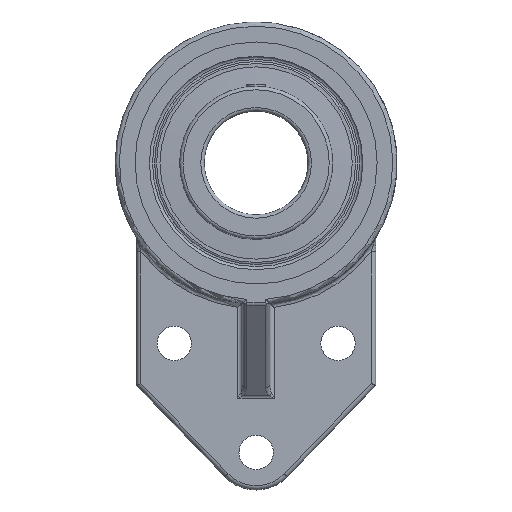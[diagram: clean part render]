
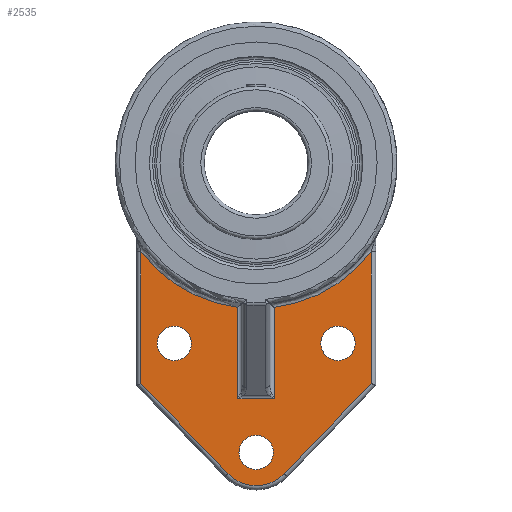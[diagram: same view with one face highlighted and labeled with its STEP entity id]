
A CAD part, top view. The second image highlights one B-rep face of the part: STEP entity #2535.
In plain terms, the highlighted planar face has unit normal (0, 0, 1).
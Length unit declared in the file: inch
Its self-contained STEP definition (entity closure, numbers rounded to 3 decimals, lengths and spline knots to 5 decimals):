
#1025=CARTESIAN_POINT('',(-0.20748,-2.69496,0.3937));
#1026=VERTEX_POINT('',#1025);
#1499=CARTESIAN_POINT('',(0.20748,-2.69496,0.3937));
#1500=VERTEX_POINT('',#1499);
#1684=CARTESIAN_POINT('',(-0.12943,-2.69496,0.3937));
#1685=DIRECTION('',(1.,0.,-0.));
#1686=VECTOR('',#1685,0.16337);
#1687=LINE('',#1684,#1686);
#1688=EDGE_CURVE('',#1026,#1500,#1687,.T.);
#1701=CARTESIAN_POINT('',(0.20748,-1.65119,0.3937));
#1702=VERTEX_POINT('',#1701);
#1703=CARTESIAN_POINT('',(0.20748,-1.94088,0.3937));
#1704=DIRECTION('',(0.,1.,0.));
#1705=VECTOR('',#1704,0.41093);
#1706=LINE('',#1703,#1705);
#1707=EDGE_CURVE('',#1500,#1702,#1706,.T.);
#1738=CARTESIAN_POINT('',(-0.20748,-1.65119,0.3937));
#1739=VERTEX_POINT('',#1738);
#1757=CARTESIAN_POINT('',(-0.20748,-1.52995,0.3937));
#1758=DIRECTION('',(-0.,-1.,0.));
#1759=VECTOR('',#1758,0.41093);
#1760=LINE('',#1757,#1759);
#1761=EDGE_CURVE('',#1739,#1026,#1760,.T.);
#1774=CARTESIAN_POINT('',(1.31811,-1.0159,0.3937));
#1775=VERTEX_POINT('',#1774);
#1783=CARTESIAN_POINT('',(1.31811,-2.52301,0.3937));
#1784=VERTEX_POINT('',#1783);
#1785=CARTESIAN_POINT('',(1.31811,-1.22305,0.3937));
#1786=DIRECTION('',(0.,-1.,0.));
#1787=VECTOR('',#1786,0.59335);
#1788=LINE('',#1785,#1787);
#1789=EDGE_CURVE('',#1775,#1784,#1788,.T.);
#2067=CARTESIAN_POINT('',(-0.3237,-3.55275,0.3937));
#2068=VERTEX_POINT('',#2067);
#2076=CARTESIAN_POINT('',(-1.31811,-2.52301,0.3937));
#2077=VERTEX_POINT('',#2076);
#2078=CARTESIAN_POINT('',(-0.8136,-3.04545,0.3937));
#2079=DIRECTION('',(-0.695,0.719,0.));
#2080=VECTOR('',#2079,0.56358);
#2081=LINE('',#2078,#2080);
#2082=EDGE_CURVE('',#2068,#2077,#2081,.T.);
#2107=CARTESIAN_POINT('',(-1.31811,-1.0159,0.3937));
#2108=VERTEX_POINT('',#2107);
#2125=CARTESIAN_POINT('',(-1.31811,-1.8164,0.3937));
#2126=DIRECTION('',(0.,1.,0.));
#2127=VECTOR('',#2126,0.59335);
#2128=LINE('',#2125,#2127);
#2129=EDGE_CURVE('',#2077,#2108,#2128,.T.);
#2374=CARTESIAN_POINT('',(0.3237,-3.55275,0.3937));
#2375=VERTEX_POINT('',#2374);
#2383=CARTESIAN_POINT('',(0.,-3.24016,0.3937));
#2384=DIRECTION('',(0.,0.,-1.));
#2385=DIRECTION('',(0.,-1.,0.));
#2386=AXIS2_PLACEMENT_3D('',#2383,#2384,#2385);
#2387=CIRCLE('',#2386,0.45);
#2388=EDGE_CURVE('',#2375,#2068,#2387,.T.);
#2406=CARTESIAN_POINT('',(1.2051,-2.64004,0.3937));
#2407=DIRECTION('',(-0.695,-0.719,0.));
#2408=VECTOR('',#2407,0.56358);
#2409=LINE('',#2406,#2408);
#2410=EDGE_CURVE('',#1784,#2375,#2409,.T.);
#2461=CARTESIAN_POINT('',(0.,0.,0.3937));
#2462=DIRECTION('',(0.,0.,1.));
#2463=DIRECTION('',(0.527,-0.85,0.));
#2464=AXIS2_PLACEMENT_3D('',#2461,#2462,#2463);
#2465=CIRCLE('',#2464,1.66417);
#2466=EDGE_CURVE('',#1702,#1775,#2465,.T.);
#2479=CARTESIAN_POINT('',(-0.,-1.01518,0.3937));
#2480=DIRECTION('',(0.,0.,1.));
#2481=DIRECTION('',(1.,0.,0.));
#2482=AXIS2_PLACEMENT_3D('',#2479,#2480,#2481);
#2483=PLANE('',#2482);
#2484=CARTESIAN_POINT('',(0.74016,-2.06299,0.3937));
#2485=VERTEX_POINT('',#2484);
#2486=CARTESIAN_POINT('',(0.93701,-2.06299,0.3937));
#2487=DIRECTION('',(0.,0.,-1.));
#2488=DIRECTION('',(1.,0.,0.));
#2489=AXIS2_PLACEMENT_3D('',#2486,#2487,#2488);
#2490=CIRCLE('',#2489,0.19685);
#2491=EDGE_CURVE('',#2485,#2485,#2490,.T.);
#2492=ORIENTED_EDGE('',*,*,#2491,.T.);
#2493=EDGE_LOOP('',(#2492));
#2494=FACE_BOUND('',#2493,.T.);
#2495=CARTESIAN_POINT('',(-0.19685,-3.31102,0.3937));
#2496=VERTEX_POINT('',#2495);
#2497=CARTESIAN_POINT('',(0.,-3.31102,0.3937));
#2498=DIRECTION('',(0.,0.,-1.));
#2499=DIRECTION('',(1.,0.,0.));
#2500=AXIS2_PLACEMENT_3D('',#2497,#2498,#2499);
#2501=CIRCLE('',#2500,0.19685);
#2502=EDGE_CURVE('',#2496,#2496,#2501,.T.);
#2503=ORIENTED_EDGE('',*,*,#2502,.T.);
#2504=EDGE_LOOP('',(#2503));
#2505=FACE_BOUND('',#2504,.T.);
#2506=CARTESIAN_POINT('',(-1.13386,-2.06299,0.3937));
#2507=VERTEX_POINT('',#2506);
#2508=CARTESIAN_POINT('',(-0.93701,-2.06299,0.3937));
#2509=DIRECTION('',(0.,0.,-1.));
#2510=DIRECTION('',(1.,0.,0.));
#2511=AXIS2_PLACEMENT_3D('',#2508,#2509,#2510);
#2512=CIRCLE('',#2511,0.19685);
#2513=EDGE_CURVE('',#2507,#2507,#2512,.T.);
#2514=ORIENTED_EDGE('',*,*,#2513,.T.);
#2515=EDGE_LOOP('',(#2514));
#2516=FACE_BOUND('',#2515,.T.);
#2517=ORIENTED_EDGE('',*,*,#1707,.F.);
#2518=ORIENTED_EDGE('',*,*,#1688,.F.);
#2519=ORIENTED_EDGE('',*,*,#1761,.F.);
#2520=CARTESIAN_POINT('',(0.,0.,0.3937));
#2521=DIRECTION('',(0.,0.,1.));
#2522=DIRECTION('',(-0.527,-0.85,0.));
#2523=AXIS2_PLACEMENT_3D('',#2520,#2521,#2522);
#2524=CIRCLE('',#2523,1.66417);
#2525=EDGE_CURVE('',#2108,#1739,#2524,.T.);
#2526=ORIENTED_EDGE('',*,*,#2525,.F.);
#2527=ORIENTED_EDGE('',*,*,#2129,.F.);
#2528=ORIENTED_EDGE('',*,*,#2082,.F.);
#2529=ORIENTED_EDGE('',*,*,#2388,.F.);
#2530=ORIENTED_EDGE('',*,*,#2410,.F.);
#2531=ORIENTED_EDGE('',*,*,#1789,.F.);
#2532=ORIENTED_EDGE('',*,*,#2466,.F.);
#2533=EDGE_LOOP('',(#2517,#2518,#2519,#2526,#2527,#2528,#2529,#2530,#2531,#2532));
#2534=FACE_BOUND('',#2533,.T.);
#2535=ADVANCED_FACE('',(#2494,#2505,#2516,#2534),#2483,.T.);
